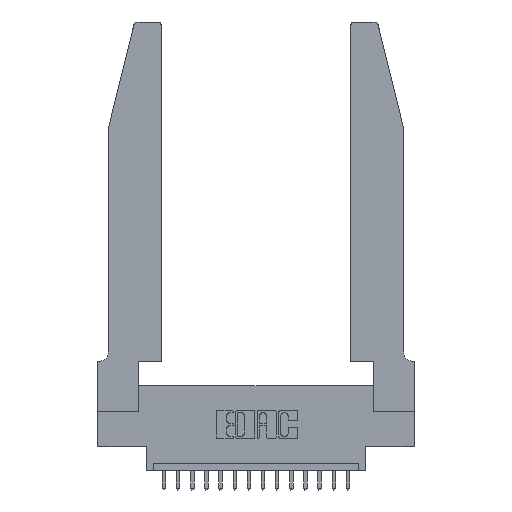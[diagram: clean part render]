
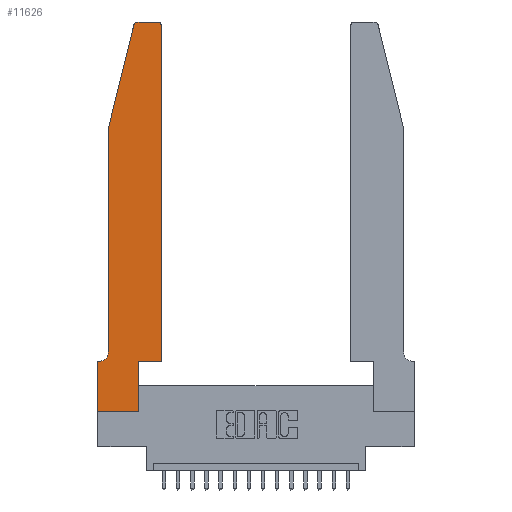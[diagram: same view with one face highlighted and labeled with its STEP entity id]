
A CAD part, top view. The second image highlights one B-rep face of the part: STEP entity #11626.
In plain terms, the highlighted planar face has unit normal (0, 0, 1).
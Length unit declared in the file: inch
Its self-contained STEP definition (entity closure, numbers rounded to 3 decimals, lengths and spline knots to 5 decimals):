
#23 = ORIENTED_EDGE ( 'NONE', *, *, #2480, .T. ) ;
#301 = CARTESIAN_POINT ( 'NONE',  ( 0.2865, 0.35, 0.37 ) ) ;
#772 = LINE ( 'NONE', #9878, #8187 ) ;
#873 = ORIENTED_EDGE ( 'NONE', *, *, #18051, .T. ) ;
#1174 = CARTESIAN_POINT ( 'NONE',  ( 0.4505, 0.35, 0.37 ) ) ;
#1217 = DIRECTION ( 'NONE',  ( 0., 0., -1. ) ) ;
#1743 = LINE ( 'NONE', #14377, #17095 ) ;
#1763 = CARTESIAN_POINT ( 'NONE',  ( 0., 0., 0.37 ) ) ;
#2023 = VERTEX_POINT ( 'NONE', #6946 ) ;
#2375 = VERTEX_POINT ( 'NONE', #12319 ) ;
#2480 = EDGE_CURVE ( 'NONE', #2375, #15794, #10194, .T. ) ;
#2850 = ORIENTED_EDGE ( 'NONE', *, *, #14401, .T. ) ;
#3151 = VECTOR ( 'NONE', #4593, 39.37008 ) ;
#3554 = AXIS2_PLACEMENT_3D ( 'NONE', #5431, #1217, #5623 ) ;
#3670 = AXIS2_PLACEMENT_3D ( 'NONE', #16877, #11262, #8299 ) ;
#3707 = EDGE_CURVE ( 'NONE', #12757, #18953, #12279, .T. ) ;
#3717 = EDGE_CURVE ( 'NONE', #2023, #5070, #17407, .T. ) ;
#3946 = CARTESIAN_POINT ( 'NONE',  ( 0.4505, 0.35, 0.37 ) ) ;
#4414 = VERTEX_POINT ( 'NONE', #8320 ) ;
#4549 = VERTEX_POINT ( 'NONE', #7995 ) ;
#4593 = DIRECTION ( 'NONE',  ( 0., 1., 0. ) ) ;
#5070 = VERTEX_POINT ( 'NONE', #14815 ) ;
#5431 = CARTESIAN_POINT ( 'NONE',  ( 0.0055, 0.42, 0.37 ) ) ;
#5500 = VERTEX_POINT ( 'NONE', #6868 ) ;
#5552 = DIRECTION ( 'NONE',  ( 0., 0., 1. ) ) ;
#5623 = DIRECTION ( 'NONE',  ( -1., 0., 0. ) ) ;
#5877 = LINE ( 'NONE', #9503, #16105 ) ;
#6119 = EDGE_CURVE ( 'NONE', #4549, #5500, #10690, .T. ) ;
#6357 = CARTESIAN_POINT ( 'NONE',  ( 0.25487, 2.72718, 0.37 ) ) ;
#6620 = DIRECTION ( 'NONE',  ( 0., 0., 1. ) ) ;
#6736 = LINE ( 'NONE', #10458, #12070 ) ;
#6868 = CARTESIAN_POINT ( 'NONE',  ( 0.4205, 2.75, 0.37 ) ) ;
#6934 = VECTOR ( 'NONE', #18199, 39.37008 ) ;
#6946 = CARTESIAN_POINT ( 'NONE',  ( 0.0755, 0.42, 0.37 ) ) ;
#7141 = ORIENTED_EDGE ( 'NONE', *, *, #3707, .T. ) ;
#7343 = ORIENTED_EDGE ( 'NONE', *, *, #6119, .T. ) ;
#7691 = DIRECTION ( 'NONE',  ( -1., 0., 0. ) ) ;
#7696 = VERTEX_POINT ( 'NONE', #12233 ) ;
#7729 = LINE ( 'NONE', #12325, #10028 ) ;
#7903 = ORIENTED_EDGE ( 'NONE', *, *, #16157, .T. ) ;
#7992 = CARTESIAN_POINT ( 'NONE',  ( 0., 0.35, 0.37 ) ) ;
#7995 = CARTESIAN_POINT ( 'NONE',  ( 0.4505, 2.72, 0.37 ) ) ;
#8187 = VECTOR ( 'NONE', #11842, 39.37008 ) ;
#8299 = DIRECTION ( 'NONE',  ( 1., 0., 0. ) ) ;
#8320 = CARTESIAN_POINT ( 'NONE',  ( 0.0755, 2., 0.37 ) ) ;
#9424 = CARTESIAN_POINT ( 'NONE',  ( 0.2865, 0.35, 0.37 ) ) ;
#9428 = CARTESIAN_POINT ( 'NONE',  ( 0.2865, 0., 0.37 ) ) ;
#9503 = CARTESIAN_POINT ( 'NONE',  ( 0.4505, 0.35, 0.37 ) ) ;
#9563 = AXIS2_PLACEMENT_3D ( 'NONE', #7992, #6620, #17032 ) ;
#9593 = PLANE ( 'NONE',  #9563 ) ;
#9600 = VERTEX_POINT ( 'NONE', #1763 ) ;
#9878 = CARTESIAN_POINT ( 'NONE',  ( 0.0755, 2., 0.37 ) ) ;
#10028 = VECTOR ( 'NONE', #10947, 39.37008 ) ;
#10194 = CIRCLE ( 'NONE', #3670, 0.03 ) ;
#10458 = CARTESIAN_POINT ( 'NONE',  ( 0.2605, 2.75, 0.37 ) ) ;
#10690 = CIRCLE ( 'NONE', #11911, 0.03 ) ;
#10947 = DIRECTION ( 'NONE',  ( 1., 0., 0. ) ) ;
#10990 = ORIENTED_EDGE ( 'NONE', *, *, #3717, .T. ) ;
#11262 = DIRECTION ( 'NONE',  ( 0., 0., 1. ) ) ;
#11306 = EDGE_LOOP ( 'NONE', ( #15173, #23, #19197, #15678, #10990, #2850, #12159, #16244, #7141, #873, #7903, #7343 ) ) ;
#11626 = ADVANCED_FACE ( 'NONE', ( #17385 ), #9593, .T. ) ;
#11842 = DIRECTION ( 'NONE',  ( 0., -1., 0. ) ) ;
#11882 = VERTEX_POINT ( 'NONE', #3946 ) ;
#11891 = EDGE_CURVE ( 'NONE', #4414, #2023, #772, .T. ) ;
#11911 = AXIS2_PLACEMENT_3D ( 'NONE', #18813, #5552, #15965 ) ;
#12070 = VECTOR ( 'NONE', #17900, 39.37008 ) ;
#12159 = ORIENTED_EDGE ( 'NONE', *, *, #18610, .T. ) ;
#12181 = CARTESIAN_POINT ( 'NONE',  ( 0.0755, 0.35, 0.37 ) ) ;
#12233 = CARTESIAN_POINT ( 'NONE',  ( 0., 0.35, 0.37 ) ) ;
#12279 = LINE ( 'NONE', #9424, #6934 ) ;
#12319 = CARTESIAN_POINT ( 'NONE',  ( 0.284, 2.75, 0.37 ) ) ;
#12325 = CARTESIAN_POINT ( 'NONE',  ( 0., 0., 0.37 ) ) ;
#12757 = VERTEX_POINT ( 'NONE', #9428 ) ;
#13779 = EDGE_CURVE ( 'NONE', #5500, #2375, #6736, .T. ) ;
#13997 = DIRECTION ( 'NONE',  ( 1., 0., 0. ) ) ;
#14303 = DIRECTION ( 'NONE',  ( 0., -1., 0. ) ) ;
#14313 = DIRECTION ( 'NONE',  ( -0.239, -0.971, 0. ) ) ;
#14377 = CARTESIAN_POINT ( 'NONE',  ( 0.0755, 2., 0.37 ) ) ;
#14381 = VECTOR ( 'NONE', #7691, 39.37008 ) ;
#14401 = EDGE_CURVE ( 'NONE', #5070, #7696, #18348, .T. ) ;
#14815 = CARTESIAN_POINT ( 'NONE',  ( 0.0055, 0.35, 0.37 ) ) ;
#15173 = ORIENTED_EDGE ( 'NONE', *, *, #13779, .T. ) ;
#15678 = ORIENTED_EDGE ( 'NONE', *, *, #11891, .T. ) ;
#15794 = VERTEX_POINT ( 'NONE', #6357 ) ;
#15893 = LINE ( 'NONE', #18618, #16115 ) ;
#15965 = DIRECTION ( 'NONE',  ( 1., 0., 0. ) ) ;
#16105 = VECTOR ( 'NONE', #13997, 39.37008 ) ;
#16115 = VECTOR ( 'NONE', #14303, 39.37008 ) ;
#16157 = EDGE_CURVE ( 'NONE', #11882, #4549, #17571, .T. ) ;
#16244 = ORIENTED_EDGE ( 'NONE', *, *, #17716, .T. ) ;
#16551 = EDGE_CURVE ( 'NONE', #15794, #4414, #1743, .T. ) ;
#16877 = CARTESIAN_POINT ( 'NONE',  ( 0.284, 2.72, 0.37 ) ) ;
#17032 = DIRECTION ( 'NONE',  ( 1., 0., 0. ) ) ;
#17095 = VECTOR ( 'NONE', #14313, 39.37008 ) ;
#17385 = FACE_OUTER_BOUND ( 'NONE', #11306, .T. ) ;
#17407 = CIRCLE ( 'NONE', #3554, 0.07 ) ;
#17571 = LINE ( 'NONE', #1174, #3151 ) ;
#17716 = EDGE_CURVE ( 'NONE', #9600, #12757, #7729, .T. ) ;
#17900 = DIRECTION ( 'NONE',  ( -1., 0., 0. ) ) ;
#18051 = EDGE_CURVE ( 'NONE', #18953, #11882, #5877, .T. ) ;
#18199 = DIRECTION ( 'NONE',  ( 0., 1., 0. ) ) ;
#18348 = LINE ( 'NONE', #12181, #14381 ) ;
#18610 = EDGE_CURVE ( 'NONE', #7696, #9600, #15893, .T. ) ;
#18618 = CARTESIAN_POINT ( 'NONE',  ( 0., 0., 0.37 ) ) ;
#18813 = CARTESIAN_POINT ( 'NONE',  ( 0.4205, 2.72, 0.37 ) ) ;
#18953 = VERTEX_POINT ( 'NONE', #301 ) ;
#19197 = ORIENTED_EDGE ( 'NONE', *, *, #16551, .T. ) ;
